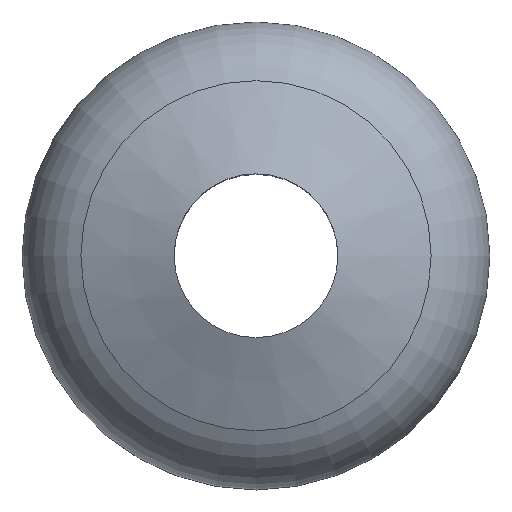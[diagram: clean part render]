
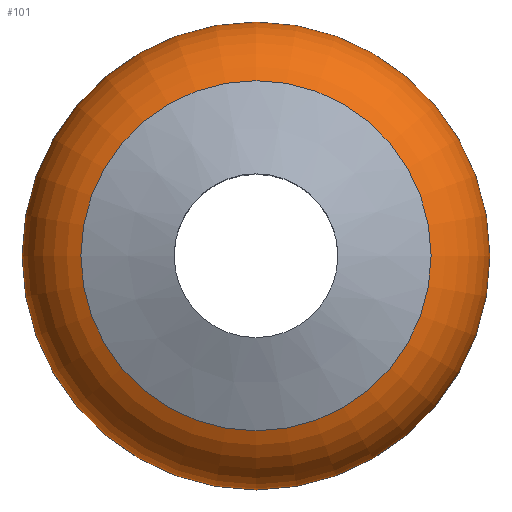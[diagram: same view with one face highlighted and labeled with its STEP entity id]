
A CAD part, top view. The second image highlights one B-rep face of the part: STEP entity #101.
In plain terms, the highlighted toroidal (fillet/blend) face has major radius 3 mm and minor radius 2 mm.
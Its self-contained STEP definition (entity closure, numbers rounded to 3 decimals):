
#27=FACE_OUTER_BOUND('',#33,.T.);
#33=EDGE_LOOP('',(#71,#72,#73,#74));
#39=CIRCLE('',#131,3.743);
#40=CIRCLE('',#132,2.);
#41=CIRCLE('',#133,5.);
#49=VERTEX_POINT('',#186);
#50=VERTEX_POINT('',#188);
#57=EDGE_CURVE('',#49,#49,#39,.T.);
#58=EDGE_CURVE('',#49,#50,#40,.T.);
#59=EDGE_CURVE('',#50,#50,#41,.T.);
#71=ORIENTED_EDGE('',*,*,#57,.T.);
#72=ORIENTED_EDGE('',*,*,#58,.T.);
#73=ORIENTED_EDGE('',*,*,#59,.T.);
#74=ORIENTED_EDGE('',*,*,#58,.F.);
#99=TOROIDAL_SURFACE('',#130,3.,2.);
#101=ADVANCED_FACE('',(#27),#99,.T.);
#130=AXIS2_PLACEMENT_3D('',#185,#148,#149);
#131=AXIS2_PLACEMENT_3D('',#187,#150,#151);
#132=AXIS2_PLACEMENT_3D('',#189,#152,#153);
#133=AXIS2_PLACEMENT_3D('',#190,#154,#155);
#148=DIRECTION('center_axis',(0.,0.,1.));
#149=DIRECTION('ref_axis',(1.,0.,0.));
#150=DIRECTION('center_axis',(0.,0.,-1.));
#151=DIRECTION('ref_axis',(1.,0.,0.));
#152=DIRECTION('center_axis',(0.,-1.,0.));
#153=DIRECTION('ref_axis',(-1.,0.,0.));
#154=DIRECTION('center_axis',(0.,0.,1.));
#155=DIRECTION('ref_axis',(1.,0.,0.));
#185=CARTESIAN_POINT('Origin',(0.,0.,5.646));
#186=CARTESIAN_POINT('',(-3.743,0.,7.503));
#187=CARTESIAN_POINT('Origin',(0.,0.,7.503));
#188=CARTESIAN_POINT('',(-5.,0.,5.646));
#189=CARTESIAN_POINT('Origin',(-3.,0.,5.646));
#190=CARTESIAN_POINT('Origin',(0.,0.,5.646));
